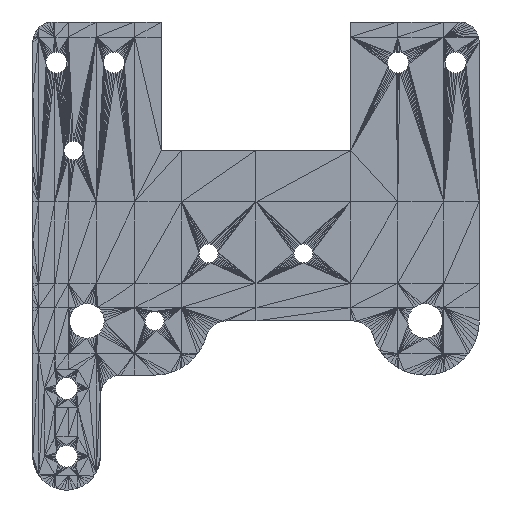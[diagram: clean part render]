
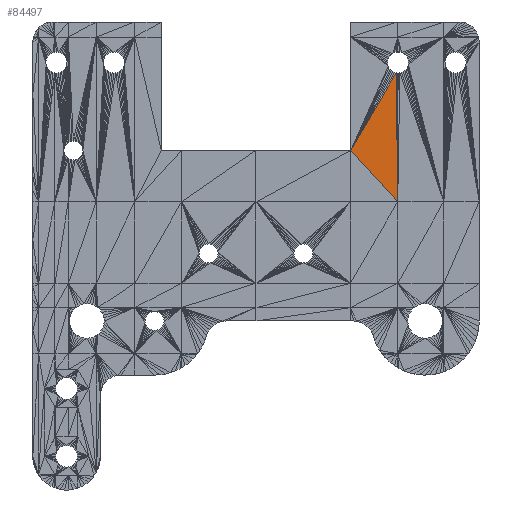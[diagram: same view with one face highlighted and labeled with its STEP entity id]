
A CAD part, front view. The second image highlights one B-rep face of the part: STEP entity #84497.
In plain terms, the highlighted planar face has unit normal (0, -1, 0).
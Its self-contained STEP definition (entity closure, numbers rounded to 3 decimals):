
#4949=FACE_OUTER_BOUND('',#12183,.T.);
#12183=EDGE_LOOP('',(#65429,#65430,#65431));
#22699=LINE('',#135797,#33550);
#22702=LINE('',#135803,#33553);
#22703=LINE('',#135804,#33554);
#33550=VECTOR('',#112131,10.);
#33553=VECTOR('',#112136,10.);
#33554=VECTOR('',#112137,10.);
#39288=VERTEX_POINT('',#134626);
#39464=VERTEX_POINT('',#135796);
#39466=VERTEX_POINT('',#135802);
#47992=EDGE_CURVE('',#39288,#39464,#22699,.T.);
#47995=EDGE_CURVE('',#39288,#39466,#22702,.T.);
#47996=EDGE_CURVE('',#39464,#39466,#22703,.T.);
#65429=ORIENTED_EDGE('',*,*,#47995,.T.);
#65430=ORIENTED_EDGE('',*,*,#47996,.F.);
#65431=ORIENTED_EDGE('',*,*,#47992,.F.);
#77263=PLANE('',#91745);
#84497=ADVANCED_FACE('',(#4949),#77263,.T.);
#91745=AXIS2_PLACEMENT_3D('',#135801,#112134,#112135);
#112131=DIRECTION('',(0.506,0.,0.863));
#112134=DIRECTION('center_axis',(0.,-1.,0.));
#112135=DIRECTION('ref_axis',(-1.,0.,0.));
#112136=DIRECTION('',(0.675,0.,-0.738));
#112137=DIRECTION('',(0.011,0.,-1.));
#134626=CARTESIAN_POINT('',(47.,0.,22.095));
#135796=CARTESIAN_POINT('',(53.731,0.,33.569));
#135797=CARTESIAN_POINT('',(47.,0.,22.095));
#135801=CARTESIAN_POINT('Origin',(53.731,0.,33.569));
#135802=CARTESIAN_POINT('',(53.95,0.,14.495));
#135803=CARTESIAN_POINT('',(47.,0.,22.095));
#135804=CARTESIAN_POINT('',(53.731,0.,33.569));
